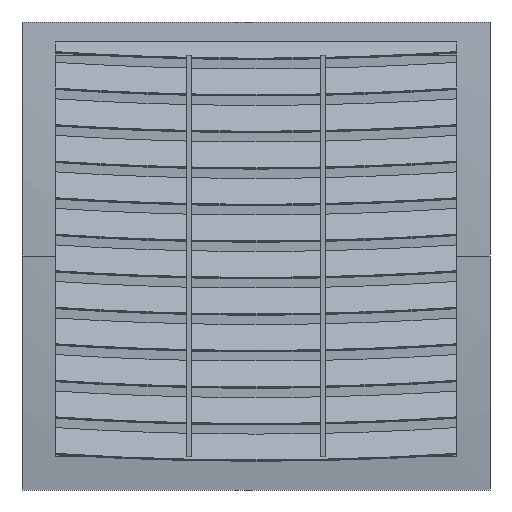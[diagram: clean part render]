
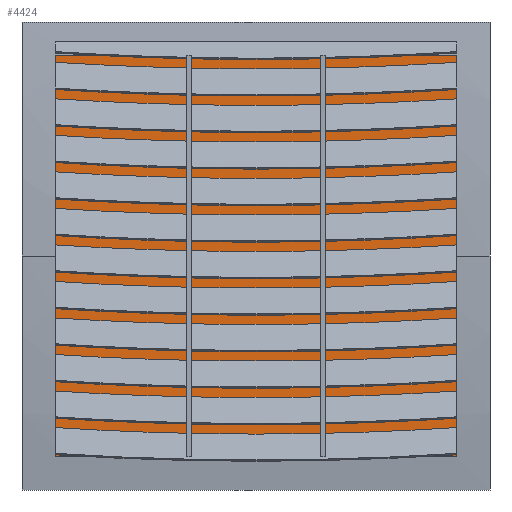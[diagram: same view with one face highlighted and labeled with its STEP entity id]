
A CAD part, front view. The second image highlights one B-rep face of the part: STEP entity #4424.
In plain terms, the highlighted planar face has unit normal (0, -1, 0).
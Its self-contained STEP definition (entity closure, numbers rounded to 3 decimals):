
#4385=CARTESIAN_POINT('POINT337',(-138.225,0.,
   -138.225));
#4386=VERTEX_POINT('VERTEX337',#4385);
#4387=CARTESIAN_POINT('POINT338',(-138.225,0.,
   138.225));
#4388=VERTEX_POINT('VERTEX338',#4387);
#4389=CARTESIAN_POINT('POS479',(-138.225,0.,
   -69.113));
#4390=DIRECTION('DIR639',(0.,0.,
   1.));
#4391=VECTOR('VEC319',#4390,25.4);
#4392=LINE('STRAIGHT319',#4389,#4391);
#4393=EDGE_CURVE('EDGE491',#4386,#4388,#4392,.T.);
#4394=ORIENTED_EDGE('COEDGE689',*,*,#4393,.F.);
#4395=CARTESIAN_POINT('POINT339',(138.225,0.,
   -138.225));
#4396=VERTEX_POINT('VERTEX339',#4395);
#4397=CARTESIAN_POINT('POS480',(69.113,0.,
   -138.225));
#4398=DIRECTION('DIR640',(-1.,0.,
   0.));
#4399=VECTOR('VEC320',#4398,25.4);
#4400=LINE('STRAIGHT320',#4397,#4399);
#4401=EDGE_CURVE('EDGE492',#4396,#4386,#4400,.T.);
#4402=ORIENTED_EDGE('COEDGE690',*,*,#4401,.F.);
#4403=CARTESIAN_POINT('POINT340',(138.225,0.,
   138.225));
#4404=VERTEX_POINT('VERTEX340',#4403);
#4405=CARTESIAN_POINT('POS481',(138.225,0.,
   0.));
#4406=DIRECTION('DIR641',(0.,0.,
   -1.));
#4407=VECTOR('VEC321',#4406,25.4);
#4408=LINE('STRAIGHT321',#4405,#4407);
#4409=EDGE_CURVE('EDGE493',#4404,#4396,#4408,.T.);
#4410=ORIENTED_EDGE('COEDGE691',*,*,#4409,.F.);
#4411=CARTESIAN_POINT('POS482',(-69.113,0.,
   138.225));
#4412=DIRECTION('DIR642',(1.,0.,
   0.));
#4413=VECTOR('VEC322',#4412,25.4);
#4414=LINE('STRAIGHT322',#4411,#4413);
#4415=EDGE_CURVE('EDGE494',#4388,#4404,#4414,.T.);
#4416=ORIENTED_EDGE('COEDGE692',*,*,#4415,.F.);
#4417=EDGE_LOOP('NONE',(#4394,#4402,#4410,#4416));
#4418=FACE_BOUND('LOOP1',#4417,.T.);
#4419=CARTESIAN_POINT('POS483',(0.,0.,0.));
#4420=DIRECTION('DIR643',(0.,1.,0.));
#4421=DIRECTION('DIR644',(1.,0.,0.));
#4422=AXIS2_PLACEMENT_3D('AXIS161',#4419,#4420,#4421);
#4423=PLANE('PLANE29',#4422);
#4424=ADVANCED_FACE('FACE155',(#4418),#4423,.F.);
